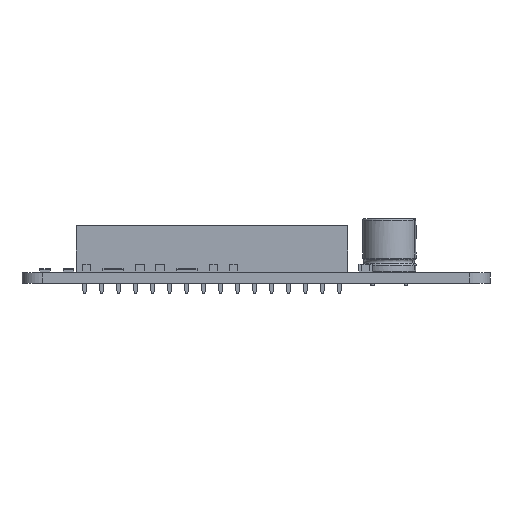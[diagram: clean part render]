
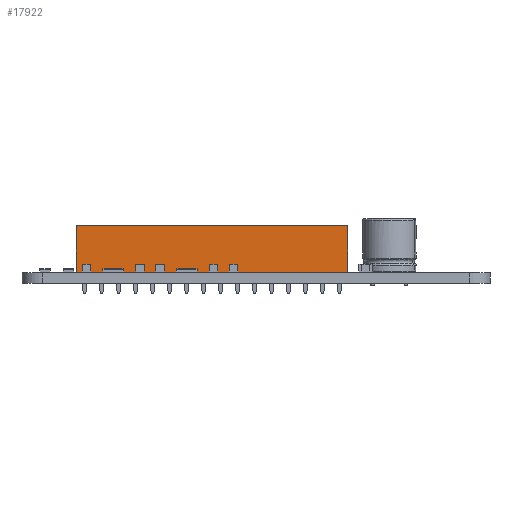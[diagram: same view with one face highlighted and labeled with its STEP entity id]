
A CAD part, left-side view. The second image highlights one B-rep face of the part: STEP entity #17922.
In plain terms, the highlighted planar face has unit normal (-1, 0, 0).
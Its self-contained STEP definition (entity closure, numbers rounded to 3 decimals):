
#16099 = VERTEX_POINT('',#16100);
#16100 = CARTESIAN_POINT('',(-1.27,-39.37,0.));
#16108 = EDGE_CURVE('',#16099,#16109,#16111,.T.);
#16109 = VERTEX_POINT('',#16110);
#16110 = CARTESIAN_POINT('',(-1.27,-39.37,7.));
#16111 = LINE('',#16112,#16113);
#16112 = CARTESIAN_POINT('',(-1.27,-39.37,0.));
#16113 = VECTOR('',#16114,1.);
#16114 = DIRECTION('',(0.,0.,1.));
#16171 = VERTEX_POINT('',#16172);
#16172 = CARTESIAN_POINT('',(-1.27,1.27,7.));
#16178 = EDGE_CURVE('',#16179,#16171,#16181,.T.);
#16179 = VERTEX_POINT('',#16180);
#16180 = CARTESIAN_POINT('',(-1.27,1.27,0.));
#16181 = LINE('',#16182,#16183);
#16182 = CARTESIAN_POINT('',(-1.27,1.27,0.));
#16183 = VECTOR('',#16184,1.);
#16184 = DIRECTION('',(0.,0.,1.));
#16243 = EDGE_CURVE('',#16171,#16109,#16244,.T.);
#16244 = LINE('',#16245,#16246);
#16245 = CARTESIAN_POINT('',(-1.27,1.27,7.));
#16246 = VECTOR('',#16247,1.);
#16247 = DIRECTION('',(0.,-1.,0.));
#16809 = EDGE_CURVE('',#16179,#16099,#16810,.T.);
#16810 = LINE('',#16811,#16812);
#16811 = CARTESIAN_POINT('',(-1.27,1.27,0.));
#16812 = VECTOR('',#16813,1.);
#16813 = DIRECTION('',(0.,-1.,0.));
#17922 = ADVANCED_FACE('',(#17923),#17929,.F.);
#17923 = FACE_BOUND('',#17924,.F.);
#17924 = EDGE_LOOP('',(#17925,#17926,#17927,#17928));
#17925 = ORIENTED_EDGE('',*,*,#16178,.T.);
#17926 = ORIENTED_EDGE('',*,*,#16243,.T.);
#17927 = ORIENTED_EDGE('',*,*,#16108,.F.);
#17928 = ORIENTED_EDGE('',*,*,#16809,.F.);
#17929 = PLANE('',#17930);
#17930 = AXIS2_PLACEMENT_3D('',#17931,#17932,#17933);
#17931 = CARTESIAN_POINT('',(-1.27,1.27,0.));
#17932 = DIRECTION('',(1.,0.,0.));
#17933 = DIRECTION('',(0.,-1.,0.));
